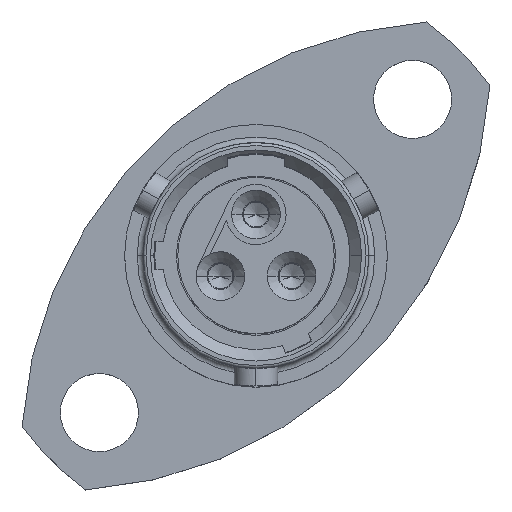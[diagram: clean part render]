
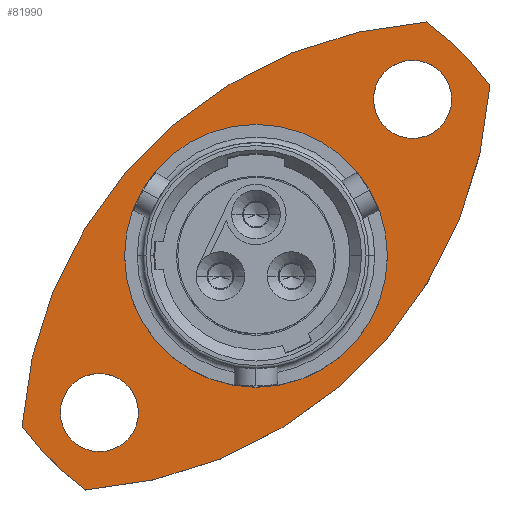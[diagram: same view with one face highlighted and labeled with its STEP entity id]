
A CAD part, top view. The second image highlights one B-rep face of the part: STEP entity #81990.
In plain terms, the highlighted planar face has unit normal (0, 0, 1).
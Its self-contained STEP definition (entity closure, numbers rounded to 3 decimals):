
#4595 = DIRECTION ( 'NONE',  ( 0., 0., 1. ) ) ;
#6350 = FACE_OUTER_BOUND ( 'NONE', #44284, .T. ) ;
#6371 = EDGE_CURVE ( 'NONE', #71472, #38667, #63514, .T. ) ;
#7784 = VERTEX_POINT ( 'NONE', #91357 ) ;
#10791 = CARTESIAN_POINT ( 'NONE',  ( 0., 0., 9.2 ) ) ;
#12358 = VERTEX_POINT ( 'NONE', #98527 ) ;
#12841 = ORIENTED_EDGE ( 'NONE', *, *, #137693, .T. ) ;
#14503 = CIRCLE ( 'NONE', #62788, 4.537 ) ;
#14806 = ORIENTED_EDGE ( 'NONE', *, *, #6371, .F. ) ;
#20116 = ORIENTED_EDGE ( 'NONE', *, *, #100436, .F. ) ;
#20520 = DIRECTION ( 'NONE',  ( 0., 0., -1. ) ) ;
#21983 = DIRECTION ( 'NONE',  ( -1., 0., 0. ) ) ;
#22265 = AXIS2_PLACEMENT_3D ( 'NONE', #26534, #103939, #37700 ) ;
#24959 = ORIENTED_EDGE ( 'NONE', *, *, #121026, .F. ) ;
#26534 = CARTESIAN_POINT ( 'NONE',  ( 5.409, 5.409, 9.2 ) ) ;
#26700 = EDGE_LOOP ( 'NONE', ( #34909, #20116 ) ) ;
#28382 = EDGE_LOOP ( 'NONE', ( #50552, #24959 ) ) ;
#31663 = AXIS2_PLACEMENT_3D ( 'NONE', #109988, #43809, #121072 ) ;
#34909 = ORIENTED_EDGE ( 'NONE', *, *, #120455, .F. ) ;
#35974 = FACE_BOUND ( 'NONE', #28382, .T. ) ;
#37450 = CIRCLE ( 'NONE', #22265, 1.35 ) ;
#37700 = DIRECTION ( 'NONE',  ( 1., 0., 0. ) ) ;
#38402 = DIRECTION ( 'NONE',  ( 0., 0., -1. ) ) ;
#38667 = VERTEX_POINT ( 'NONE', #93887 ) ;
#41971 = AXIS2_PLACEMENT_3D ( 'NONE', #111911, #45715, #122983 ) ;
#42281 = CARTESIAN_POINT ( 'NONE',  ( 6.759, 5.409, 9.2 ) ) ;
#43809 = DIRECTION ( 'NONE',  ( 0., 0., -1. ) ) ;
#44284 = EDGE_LOOP ( 'NONE', ( #94186, #14806, #111281, #120939 ) ) ;
#45715 = DIRECTION ( 'NONE',  ( 0., 0., 1. ) ) ;
#47410 = CARTESIAN_POINT ( 'NONE',  ( 6.887, -6.887, 9.2 ) ) ;
#48256 = AXIS2_PLACEMENT_3D ( 'NONE', #71115, #4595, #82260 ) ;
#50552 = ORIENTED_EDGE ( 'NONE', *, *, #127184, .F. ) ;
#52991 = DIRECTION ( 'NONE',  ( 0., 0., 1. ) ) ;
#53368 = VERTEX_POINT ( 'NONE', #42281 ) ;
#53803 = CARTESIAN_POINT ( 'NONE',  ( -4.059, -5.409, 9.2 ) ) ;
#55895 = CARTESIAN_POINT ( 'NONE',  ( -5.892, -8.08, 9.2 ) ) ;
#58591 = DIRECTION ( 'NONE',  ( 1., 0., 0. ) ) ;
#58833 = CARTESIAN_POINT ( 'NONE',  ( -6.759, -5.409, 9.2 ) ) ;
#60582 = AXIS2_PLACEMENT_3D ( 'NONE', #65168, #142368, #76310 ) ;
#61668 = AXIS2_PLACEMENT_3D ( 'NONE', #119120, #52991, #130174 ) ;
#62568 = DIRECTION ( 'NONE',  ( 0., 0., -1. ) ) ;
#62788 = AXIS2_PLACEMENT_3D ( 'NONE', #104649, #38402, #115735 ) ;
#63514 = CIRCLE ( 'NONE', #79885, 10. ) ;
#65168 = CARTESIAN_POINT ( 'NONE',  ( 5.409, 5.409, 9.2 ) ) ;
#65412 = FACE_BOUND ( 'NONE', #26700, .T. ) ;
#69921 = AXIS2_PLACEMENT_3D ( 'NONE', #128658, #62568, #139747 ) ;
#70176 = CIRCLE ( 'NONE', #41971, 1.35 ) ;
#71115 = CARTESIAN_POINT ( 'NONE',  ( -5.409, -5.409, 9.2 ) ) ;
#71472 = VERTEX_POINT ( 'NONE', #98940 ) ;
#76310 = DIRECTION ( 'NONE',  ( 1., 0., 0. ) ) ;
#79885 = AXIS2_PLACEMENT_3D ( 'NONE', #10791, #88416, #21983 ) ;
#81990 = ADVANCED_FACE ( 'NONE', ( #65412, #35974, #6350, #120670 ), #125899, .T. ) ;
#82260 = DIRECTION ( 'NONE',  ( 1., 0., 0. ) ) ;
#82405 = AXIS2_PLACEMENT_3D ( 'NONE', #87020, #20520, #98093 ) ;
#86753 = CIRCLE ( 'NONE', #31663, 15. ) ;
#87020 = CARTESIAN_POINT ( 'NONE',  ( 0., 0., 9.2 ) ) ;
#88416 = DIRECTION ( 'NONE',  ( 0., 0., -1. ) ) ;
#89676 = CIRCLE ( 'NONE', #48256, 1.35 ) ;
#91357 = CARTESIAN_POINT ( 'NONE',  ( 4.059, 5.409, 9.2 ) ) ;
#92187 = CIRCLE ( 'NONE', #82405, 4.537 ) ;
#93887 = CARTESIAN_POINT ( 'NONE',  ( 8.08, 5.892, 9.2 ) ) ;
#94186 = ORIENTED_EDGE ( 'NONE', *, *, #128432, .F. ) ;
#98093 = DIRECTION ( 'NONE',  ( -1., 0., 0. ) ) ;
#98527 = CARTESIAN_POINT ( 'NONE',  ( 4.537, 0., 9.2 ) ) ;
#98940 = CARTESIAN_POINT ( 'NONE',  ( 5.892, 8.08, 9.2 ) ) ;
#100436 = EDGE_CURVE ( 'NONE', #112795, #131389, #70176, .T. ) ;
#103939 = DIRECTION ( 'NONE',  ( 0., 0., 1. ) ) ;
#104563 = CARTESIAN_POINT ( 'NONE',  ( -4.537, 0., 9.2 ) ) ;
#104649 = CARTESIAN_POINT ( 'NONE',  ( 0., 0., 9.2 ) ) ;
#107797 = VERTEX_POINT ( 'NONE', #109073 ) ;
#108009 = CIRCLE ( 'NONE', #60582, 1.35 ) ;
#108073 = EDGE_CURVE ( 'NONE', #114917, #12358, #14503, .T. ) ;
#109073 = CARTESIAN_POINT ( 'NONE',  ( -8.08, -5.892, 9.2 ) ) ;
#109988 = CARTESIAN_POINT ( 'NONE',  ( -6.887, 6.887, 9.2 ) ) ;
#110473 = VERTEX_POINT ( 'NONE', #55895 ) ;
#110896 = EDGE_CURVE ( 'NONE', #110473, #107797, #140657, .T. ) ;
#111281 = ORIENTED_EDGE ( 'NONE', *, *, #135189, .F. ) ;
#111911 = CARTESIAN_POINT ( 'NONE',  ( -5.409, -5.409, 9.2 ) ) ;
#112795 = VERTEX_POINT ( 'NONE', #58833 ) ;
#114395 = EDGE_LOOP ( 'NONE', ( #114402, #12841 ) ) ;
#114402 = ORIENTED_EDGE ( 'NONE', *, *, #108073, .T. ) ;
#114917 = VERTEX_POINT ( 'NONE', #104563 ) ;
#115735 = DIRECTION ( 'NONE',  ( -1., 0., 0. ) ) ;
#117165 = CIRCLE ( 'NONE', #121625, 15. ) ;
#119120 = CARTESIAN_POINT ( 'NONE',  ( 0., 10., 9.2 ) ) ;
#120455 = EDGE_CURVE ( 'NONE', #131389, #112795, #89676, .T. ) ;
#120670 = FACE_BOUND ( 'NONE', #114395, .T. ) ;
#120939 = ORIENTED_EDGE ( 'NONE', *, *, #110896, .F. ) ;
#121026 = EDGE_CURVE ( 'NONE', #7784, #53368, #37450, .T. ) ;
#121072 = DIRECTION ( 'NONE',  ( 1., 0., 0. ) ) ;
#121625 = AXIS2_PLACEMENT_3D ( 'NONE', #47410, #124663, #58591 ) ;
#122983 = DIRECTION ( 'NONE',  ( 1., 0., 0. ) ) ;
#124663 = DIRECTION ( 'NONE',  ( 0., 0., -1. ) ) ;
#125899 = PLANE ( 'NONE',  #61668 ) ;
#127184 = EDGE_CURVE ( 'NONE', #53368, #7784, #108009, .T. ) ;
#128432 = EDGE_CURVE ( 'NONE', #38667, #110473, #86753, .T. ) ;
#128658 = CARTESIAN_POINT ( 'NONE',  ( 0., 0., 9.2 ) ) ;
#130174 = DIRECTION ( 'NONE',  ( 1., 0., 0. ) ) ;
#131389 = VERTEX_POINT ( 'NONE', #53803 ) ;
#135189 = EDGE_CURVE ( 'NONE', #107797, #71472, #117165, .T. ) ;
#137693 = EDGE_CURVE ( 'NONE', #12358, #114917, #92187, .T. ) ;
#139747 = DIRECTION ( 'NONE',  ( -1., 0., 0. ) ) ;
#140657 = CIRCLE ( 'NONE', #69921, 10. ) ;
#142368 = DIRECTION ( 'NONE',  ( 0., 0., 1. ) ) ;
